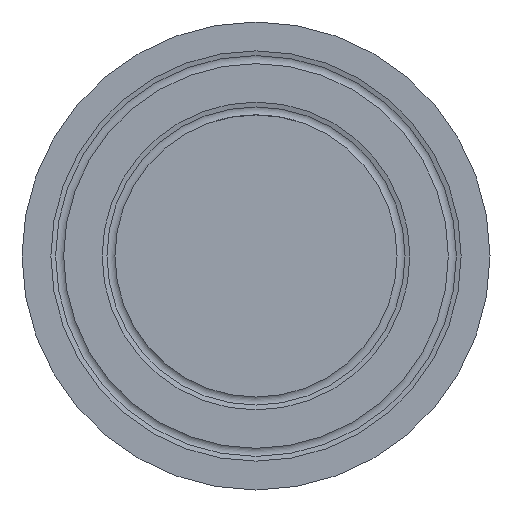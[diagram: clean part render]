
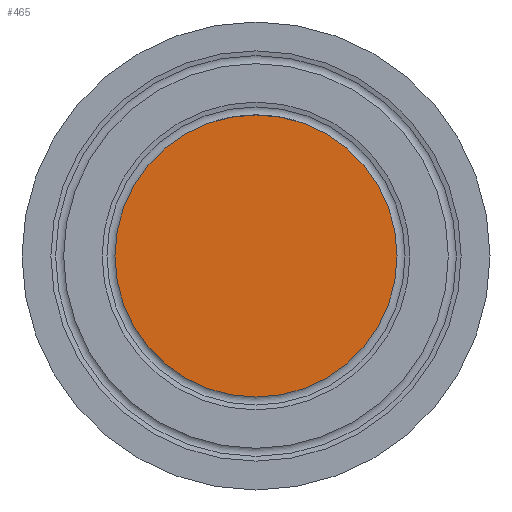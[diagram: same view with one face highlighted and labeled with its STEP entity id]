
A CAD part, left-side view. The second image highlights one B-rep face of the part: STEP entity #465.
In plain terms, the highlighted planar face has unit normal (-1, 0, 0).
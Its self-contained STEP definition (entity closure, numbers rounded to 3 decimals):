
#48=PLANE('',#555);
#129=FACE_OUTER_BOUND('',#168,.T.);
#168=EDGE_LOOP('',(#431));
#204=CIRCLE('',#554,22.);
#245=VERTEX_POINT('',#881);
#306=EDGE_CURVE('',#245,#245,#204,.T.);
#431=ORIENTED_EDGE('',*,*,#306,.T.);
#465=ADVANCED_FACE('',(#129),#48,.T.);
#554=AXIS2_PLACEMENT_3D('',#882,#709,#710);
#555=AXIS2_PLACEMENT_3D('',#884,#712,#713);
#709=DIRECTION('center_axis',(-1.,0.,0.));
#710=DIRECTION('ref_axis',(0.,0.,1.));
#712=DIRECTION('center_axis',(-1.,0.,0.));
#713=DIRECTION('ref_axis',(0.,0.,1.));
#881=CARTESIAN_POINT('',(0.,-22.,0.));
#882=CARTESIAN_POINT('Origin',(0.,0.,0.));
#884=CARTESIAN_POINT('Origin',(0.,0.,0.));
